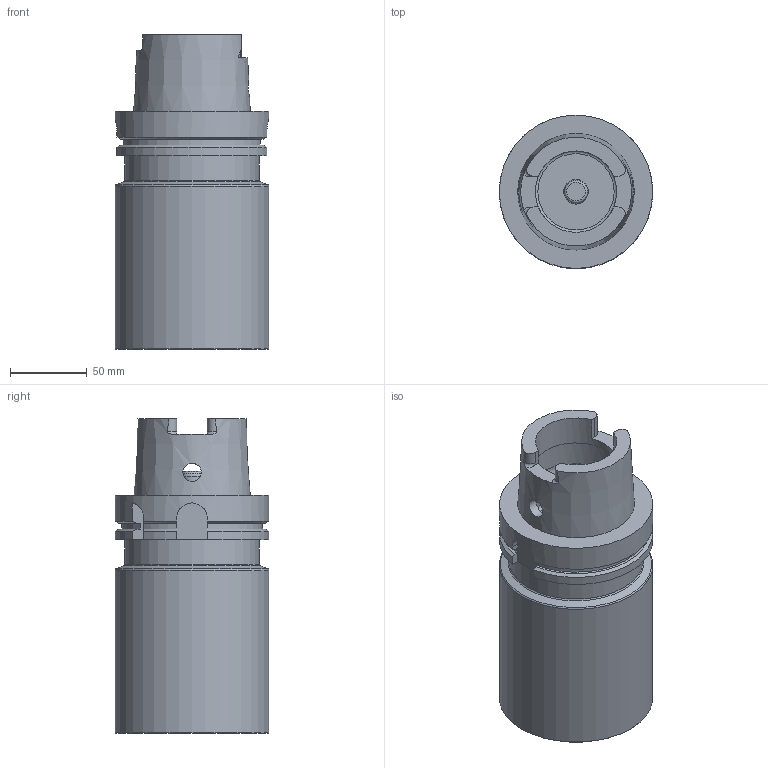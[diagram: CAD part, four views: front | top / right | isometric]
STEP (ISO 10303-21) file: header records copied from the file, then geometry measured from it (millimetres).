
FILE_DESCRIPTION(/* description */ (''),/* implementation_level */ '2;1');
FILE_NAME(/* name */ '6964_1_3D.STP',/* time_stamp */ '2023-01-18T08:45:19+01:00',/* author */ (''),/* organization */ ('SMS'),/* preprocessor_version */ 'ST-DEVELOPER v16.7',/* originating_system */ 'SIEMENS PLM Software NX 12.0',/* authorisation */ '');
FILE_SCHEMA (('AUTOMOTIVE_DESIGN { 1 0 10303 214 3 1 1 1 }'));
Length unit declared in the file: millimetre
Products named in the file (1): 6964_1_3D
Bounding box: 100 x 100 x 204.9 mm (x, y, z)
Volume: 1222992.1 mm3; surface area: 91905.9 mm2
Topology: 1 solids, 1 shells, 74 faces, 207 edges, 135 vertices
Faces by surface type: plane 31, cylinder 24, cone 11, torus 8
Full cylindrical faces by diameter (mm): 12 x2, 16 x1, 53.06 x2, 63.095 x1, 87.5 x1, 99.93 x1, 100 x1
Entity records: 2371 total; most frequent: CARTESIAN_POINT 580, DIRECTION 364, ORIENTED_EDGE 348, EDGE_CURVE 174, AXIS2_PLACEMENT_3D 145, VERTEX_POINT 123, EDGE_LOOP 99, ADVANCED_FACE 74
